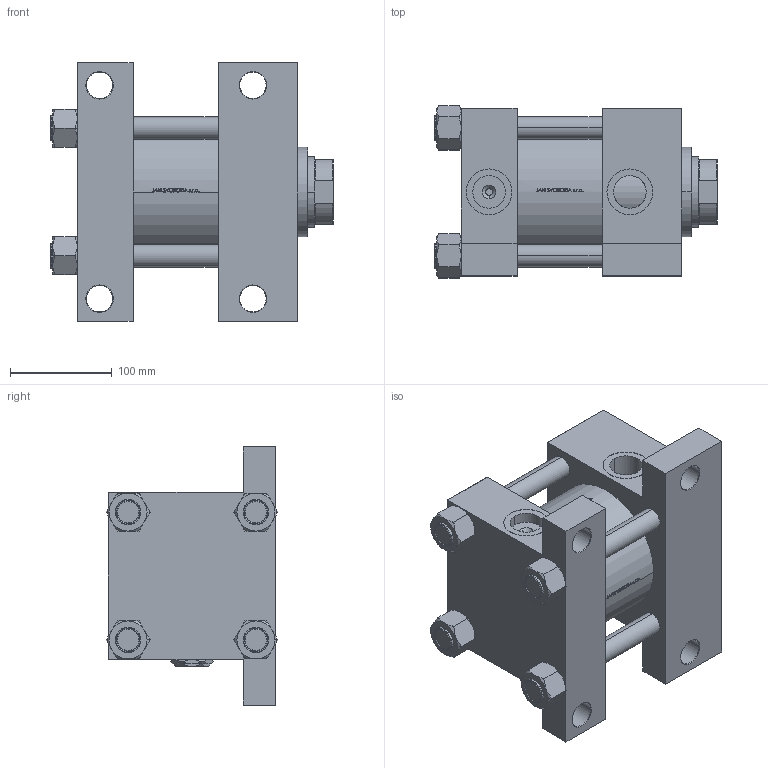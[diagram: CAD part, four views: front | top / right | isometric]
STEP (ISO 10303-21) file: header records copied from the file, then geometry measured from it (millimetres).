
FILE_DESCRIPTION (( 'STEP AP203' ), '1' );
FILE_NAME ('c8c5.STEP', '2022-04-15T23:28:43', ( '' ), ( '' ), 'SwSTEP 2.0', 'SolidWorks 2019', '' );
FILE_SCHEMA (( 'CONFIG_CONTROL_DESIGN' ));
Length unit declared in the file: millimetre
Products named in the file (7): V215_VC_A eafd70be23a08555b274042e2ffabdc0; c8c5; NUT_M5_G eafd70be23a08555b274042e2ffabdc0; V215CR_VCP_G eafd70be23a08555b274042e2ffabdc0; V215CR_G_Body eafd70be23a08555b274042e2ffabdc0; Zatka_pro_OIL_PORT eafd70be23a08555b274042e2ffabdc0; V215CR_G_TYCINKA eafd70be23a08555b274042e2ffabdc0
Assembly tree (17 placements, depth 2):
  c8c5
    V215CR_G_Body eafd70be23a08555b274042e2ffabdc0
    V215CR_VCP_G eafd70be23a08555b274042e2ffabdc0
    V215CR_G_TYCINKA eafd70be23a08555b274042e2ffabdc0  x6
    NUT_M5_G eafd70be23a08555b274042e2ffabdc0  x6
    V215_VC_A eafd70be23a08555b274042e2ffabdc0
    Zatka_pro_OIL_PORT eafd70be23a08555b274042e2ffabdc0  x2
Bounding box: 278 x 169.14 x 254 mm (x, y, z)
Volume: 5110266.9 mm3; surface area: 594653.2 mm2
Topology: 17 solids, 17 shells, 1341 faces, 3376 edges, 2159 vertices
Faces by surface type: plane 571, bspline 380, cone 230, cylinder 148, torus 12
Entity records: 50139 total; most frequent: CARTESIAN_POINT 26697, ORIENTED_EDGE 5336, DIRECTION 3374, EDGE_CURVE 2668, VERTEX_POINT 1731, VECTOR 1350, LINE 1350, EDGE_LOOP 1147
